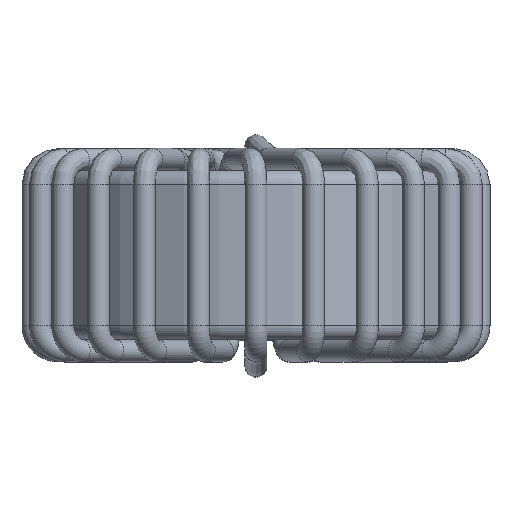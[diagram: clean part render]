
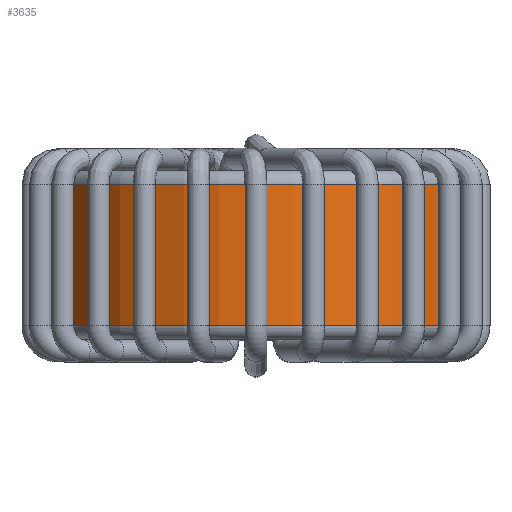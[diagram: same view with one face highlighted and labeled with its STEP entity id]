
A CAD part, top view. The second image highlights one B-rep face of the part: STEP entity #3635.
In plain terms, the highlighted cylindrical face has radius 7.7 mm (diameter 15.4 mm), a full revolution.
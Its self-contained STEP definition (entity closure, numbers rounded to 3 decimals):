
#183=CYLINDRICAL_SURFACE('',#3991,7.7);
#569=ORIENTED_EDGE('',*,*,#777,.T.);
#570=ORIENTED_EDGE('',*,*,#778,.T.);
#777=EDGE_CURVE('',#977,#977,#1177,.T.);
#778=EDGE_CURVE('',#978,#978,#1178,.T.);
#977=VERTEX_POINT('',#9855);
#978=VERTEX_POINT('',#9857);
#1177=CIRCLE('',#3992,7.7);
#1178=CIRCLE('',#3993,7.7);
#1569=EDGE_LOOP('',(#569));
#1570=EDGE_LOOP('',(#570));
#1969=FACE_BOUND('',#1569,.T.);
#1970=FACE_BOUND('',#1570,.T.);
#3635=ADVANCED_FACE('',(#1969,#1970),#183,.T.);
#3991=AXIS2_PLACEMENT_3D('',#9853,#4684,#4685);
#3992=AXIS2_PLACEMENT_3D('',#9854,#4686,#4687);
#3993=AXIS2_PLACEMENT_3D('',#9856,#4688,#4689);
#4684=DIRECTION('',(0.,-1.,0.));
#4685=DIRECTION('',(0.,0.,-1.));
#4686=DIRECTION('',(0.,1.,0.));
#4687=DIRECTION('',(0.,0.,1.));
#4688=DIRECTION('',(0.,-1.,0.));
#4689=DIRECTION('',(0.,0.,-1.));
#9853=CARTESIAN_POINT('',(0.,0.,0.));
#9854=CARTESIAN_POINT('',(0.,-2.57,0.));
#9855=CARTESIAN_POINT('',(0.,-2.57,7.7));
#9856=CARTESIAN_POINT('',(0.,2.57,0.));
#9857=CARTESIAN_POINT('',(0.,2.57,-7.7));
